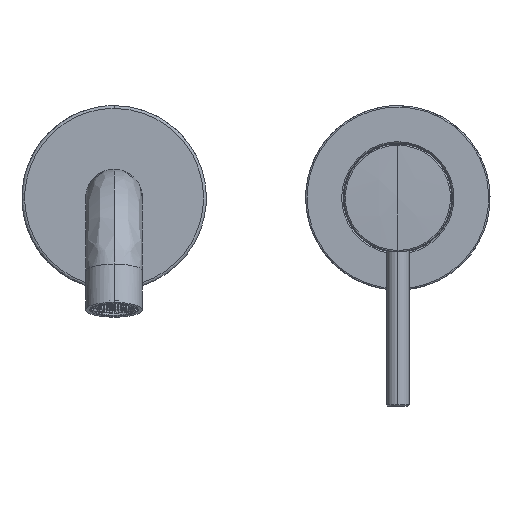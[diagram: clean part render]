
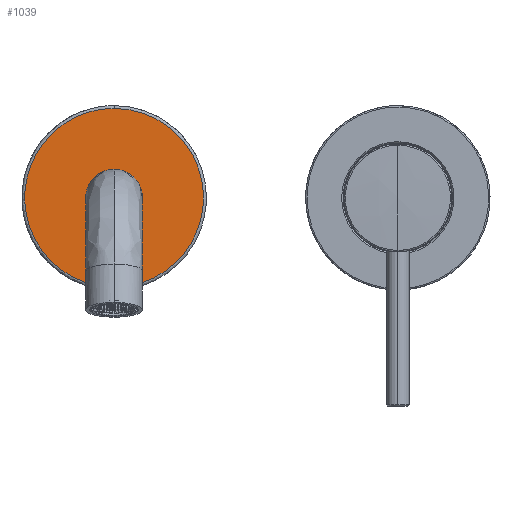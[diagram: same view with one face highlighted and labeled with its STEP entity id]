
A CAD part, front view. The second image highlights one B-rep face of the part: STEP entity #1039.
In plain terms, the highlighted face is planar.
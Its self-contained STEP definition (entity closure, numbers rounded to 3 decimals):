
#142=FACE_BOUND('',#4774,.T.);
#1039=ADVANCED_FACE('',(#2906,#142),#32726,.T.);
#2906=FACE_OUTER_BOUND('',#4773,.T.);
#4773=EDGE_LOOP('',(#7541,#7542));
#4774=EDGE_LOOP('',(#7543,#7544));
#7541=ORIENTED_EDGE('',*,*,#18381,.F.);
#7542=ORIENTED_EDGE('',*,*,#18359,.F.);
#7543=ORIENTED_EDGE('',*,*,#18364,.F.);
#7544=ORIENTED_EDGE('',*,*,#18371,.F.);
#18359=EDGE_CURVE('',#29181,#29182,#28682,.T.);
#18364=EDGE_CURVE('',#29183,#29184,#28686,.T.);
#18371=EDGE_CURVE('',#29184,#29183,#28690,.T.);
#18381=EDGE_CURVE('',#29182,#29181,#28696,.T.);
#28682=(
BOUNDED_CURVE()
B_SPLINE_CURVE(2,(#38799,#38800,#38801,#38802,#38803),.UNSPECIFIED.,.F.,
 .F.)
B_SPLINE_CURVE_WITH_KNOTS((3,2,3),(-98.96,-49.48,
0.),.UNSPECIFIED.)
CURVE()
GEOMETRIC_REPRESENTATION_ITEM()
RATIONAL_B_SPLINE_CURVE((1.,0.707,1.,0.707,1.))
REPRESENTATION_ITEM('')
);
#28686=(
BOUNDED_CURVE()
B_SPLINE_CURVE(2,(#38817,#38818,#38819,#38820,#38821),.UNSPECIFIED.,.F.,
 .F.)
B_SPLINE_CURVE_WITH_KNOTS((3,2,3),(-23.876,-11.938,
0.),.UNSPECIFIED.)
CURVE()
GEOMETRIC_REPRESENTATION_ITEM()
RATIONAL_B_SPLINE_CURVE((1.,0.707,1.,0.707,1.))
REPRESENTATION_ITEM('')
);
#28690=(
BOUNDED_CURVE()
B_SPLINE_CURVE(2,(#38843,#38844,#38845,#38846,#38847),.UNSPECIFIED.,.F.,
 .F.)
B_SPLINE_CURVE_WITH_KNOTS((3,2,3),(-23.876,-11.938,
0.),.UNSPECIFIED.)
CURVE()
GEOMETRIC_REPRESENTATION_ITEM()
RATIONAL_B_SPLINE_CURVE((1.,0.707,1.,0.707,1.))
REPRESENTATION_ITEM('')
);
#28696=(
BOUNDED_CURVE()
B_SPLINE_CURVE(2,(#38881,#38882,#38883,#38884,#38885),.UNSPECIFIED.,.F.,
 .F.)
B_SPLINE_CURVE_WITH_KNOTS((3,2,3),(-98.96,-49.48,
0.),.UNSPECIFIED.)
CURVE()
GEOMETRIC_REPRESENTATION_ITEM()
RATIONAL_B_SPLINE_CURVE((1.,0.707,1.,0.707,1.))
REPRESENTATION_ITEM('')
);
#29181=VERTEX_POINT('',#38759);
#29182=VERTEX_POINT('',#38760);
#29183=VERTEX_POINT('',#38761);
#29184=VERTEX_POINT('',#38762);
#32726=PLANE('',#34867);
#34867=AXIS2_PLACEMENT_3D('',#38516,#36634,$);
#36634=DIRECTION('',(0.,0.,-1.));
#38516=CARTESIAN_POINT('',(37.911,37.911,-6.5));
#38759=CARTESIAN_POINT('',(31.5,0.,-6.5));
#38760=CARTESIAN_POINT('',(-31.5,0.,-6.5));
#38761=CARTESIAN_POINT('',(-7.6,0.,-6.5));
#38762=CARTESIAN_POINT('',(7.6,0.,-6.5));
#38799=CARTESIAN_POINT('',(31.5,0.,-6.5));
#38800=CARTESIAN_POINT('',(31.5,31.5,-6.5));
#38801=CARTESIAN_POINT('',(0.,31.5,-6.5));
#38802=CARTESIAN_POINT('',(-31.5,31.5,-6.5));
#38803=CARTESIAN_POINT('',(-31.5,0.,-6.5));
#38817=CARTESIAN_POINT('',(-7.6,0.,-6.5));
#38818=CARTESIAN_POINT('',(-7.6,7.6,-6.5));
#38819=CARTESIAN_POINT('',(0.,7.6,-6.5));
#38820=CARTESIAN_POINT('',(7.6,7.6,-6.5));
#38821=CARTESIAN_POINT('',(7.6,0.,-6.5));
#38843=CARTESIAN_POINT('',(7.6,0.,-6.5));
#38844=CARTESIAN_POINT('',(7.6,-7.6,-6.5));
#38845=CARTESIAN_POINT('',(0.,-7.6,-6.5));
#38846=CARTESIAN_POINT('',(-7.6,-7.6,-6.5));
#38847=CARTESIAN_POINT('',(-7.6,0.,-6.5));
#38881=CARTESIAN_POINT('',(-31.5,0.,-6.5));
#38882=CARTESIAN_POINT('',(-31.5,-31.5,-6.5));
#38883=CARTESIAN_POINT('',(0.,-31.5,-6.5));
#38884=CARTESIAN_POINT('',(31.5,-31.5,-6.5));
#38885=CARTESIAN_POINT('',(31.5,0.,-6.5));
